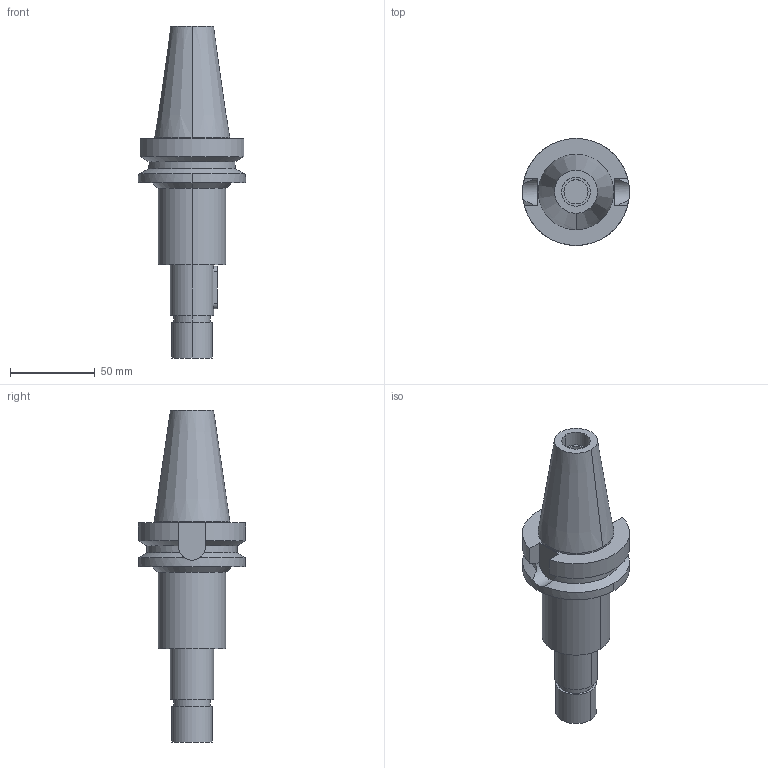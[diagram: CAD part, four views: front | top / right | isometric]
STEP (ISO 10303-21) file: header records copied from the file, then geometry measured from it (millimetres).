
FILE_DESCRIPTION((''),'2;1');
FILE_NAME('BBT40-SCA25_4-75','2018-09-05T',('ykawabe'),(''),'CREO PARAMETRIC BY PTC INC, 2016380','CREO PARAMETRIC BY PTC INC, 2016380','');
FILE_SCHEMA(('AUTOMOTIVE_DESIGN { 1 0 10303 214 1 1 1 1 }'));
Length unit declared in the file: millimetre
Products named in the file (1): BBT40-SCA25_4-75
Bounding box: 63 x 63 x 195.4 mm (x, y, z)
Volume: 212890 mm3; surface area: 31965.8 mm2
Topology: 1 solids, 1 shells, 50 faces, 130 edges, 90 vertices
Faces by surface type: cylinder 24, plane 18, cone 8
Entity records: 2283 total; most frequent: CARTESIAN_POINT 373, DIRECTION 284, ORIENTED_EDGE 260, PRESENTATION_STYLE_ASSIGNMENT 135, STYLED_ITEM 135, CURVE_STYLE 134, EDGE_CURVE 130, AXIS2_PLACEMENT_3D 117
